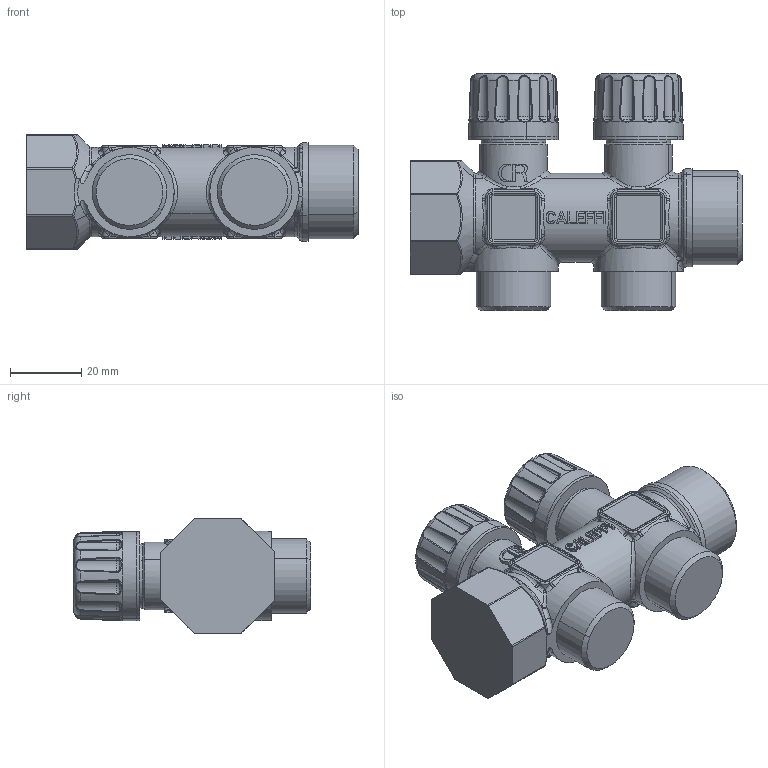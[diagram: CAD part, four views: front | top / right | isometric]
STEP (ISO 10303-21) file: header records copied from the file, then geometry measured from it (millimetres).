
FILE_DESCRIPTION(('CATIA V5 STEP Exchange'),'2;1');
FILE_NAME('STEP_354252_-_TST.stp','2017-03-24T14:35:11+00:00',('none'),('none'),'CATIA Version 5-6 Release 2014 SP5','CATIA V5 STEP AP203','none');
FILE_SCHEMA(('CONFIG_CONTROL_DESIGN'));
Products named in the file (1): 354252 - TST
Bounding box: 93 x 66.41 x 32 mm (x, y, z)
Volume: 87565.5 mm3; surface area: 17303.8 mm2
Topology: 1 solids, 1 shells, 1108 faces, 2681 edges, 1580 vertices
Faces by surface type: bspline 366, cylinder 211, plane 191, torus 127, extrusion 80, cone 69, sphere 40, revolution 24
Entity records: 52447 total; most frequent: CARTESIAN_POINT 31819, ORIENTED_EDGE 5306, EDGE_CURVE 2653, DIRECTION 2212, VERTEX_POINT 1580, B_SPLINE_CURVE_WITH_KNOTS 1443, EDGE_LOOP 1141, ADVANCED_FACE 1108
